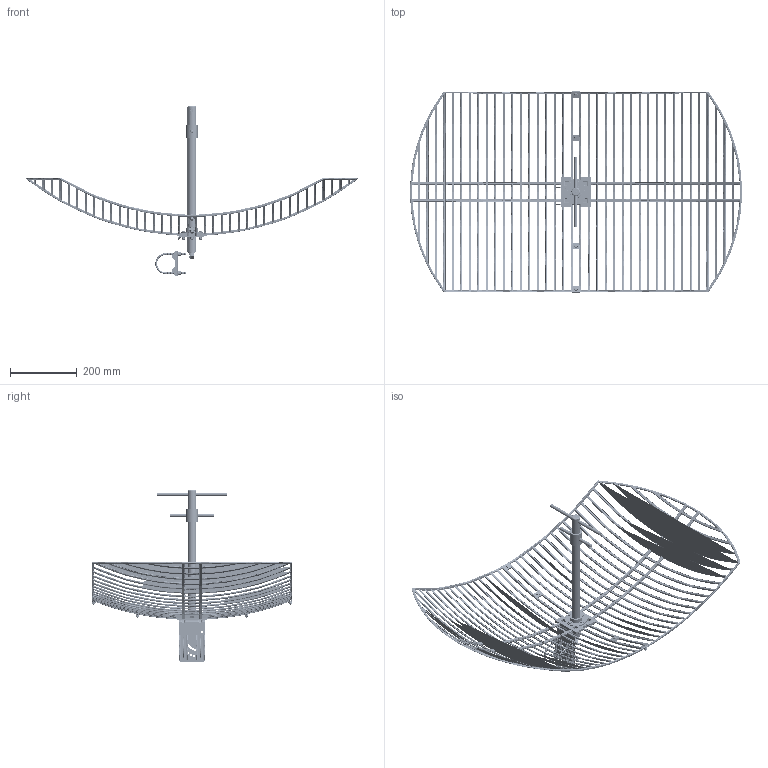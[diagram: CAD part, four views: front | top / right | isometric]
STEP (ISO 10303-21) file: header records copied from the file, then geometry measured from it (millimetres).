
FILE_DESCRIPTION (( 'STEP AP214' ), '1' );
FILE_NAME ('HG8915EG.STEP', '2012-11-08T20:58:21', ( 'x' ), ( '' ), 'SwSTEP 2.0', 'SolidWorks 2012', '' );
FILE_SCHEMA (( 'AUTOMOTIVE_DESIGN' ));
Length unit declared in the file: inch
Products named in the file (10): HG8915EG_Feed Horn; Grid-1_LockWasher; Grid-1_hexnut; Grid-1_FlatWasher; .25-20x1.0 Bolt-hex; .25-20x.6 Bolt-hex; HG8915EG_Ubolt; HG8915EG_Swivel-L-Bracket; Grid-1; HG8915EG
Assembly tree (37 placements, depth 2):
  HG8915EG
    Grid-1
    HG8915EG_Swivel-L-Bracket
    HG8915EG_Ubolt  x2
    .25-20x.6 Bolt-hex  x4
    .25-20x1.0 Bolt-hex  x4
    Grid-1_FlatWasher  x8
    Grid-1_hexnut  x8
    Grid-1_LockWasher  x8
    HG8915EG_Feed Horn
Bounding box: 992.49 x 601.41 x 513.28 mm (x, y, z)
Volume: 1120206.8 mm3; surface area: 676921.9 mm2
Topology: 73 solids, 73 shells, 4446 faces, 9902 edges, 5385 vertices
Faces by surface type: cone 2282, bspline 784, plane 690, cylinder 466, torus 224
Entity records: 112283 total; most frequent: CARTESIAN_POINT 31348, ORIENTED_EDGE 11616, DIRECTION 11267, EDGE_CURVE 5808, AXIS2_PLACEMENT_3D 4604, VERTEX_POINT 3291, CIRCLE 2736, EDGE_LOOP 2731
